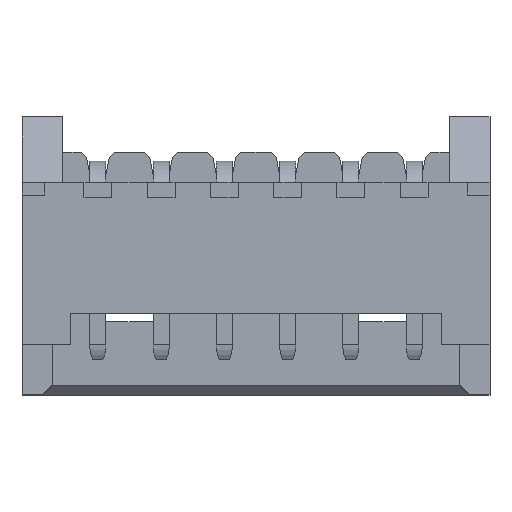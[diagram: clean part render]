
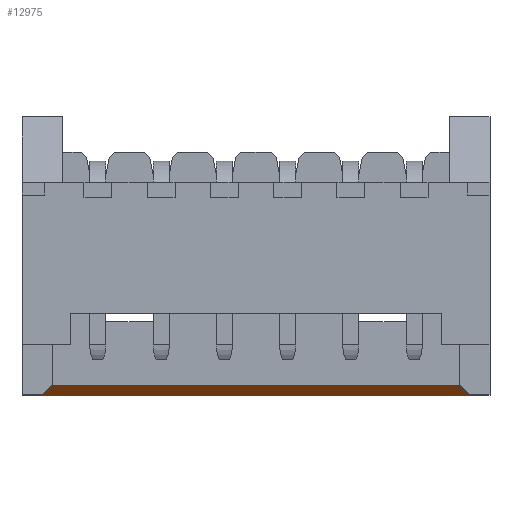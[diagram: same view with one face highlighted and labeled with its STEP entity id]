
A CAD part, top view. The second image highlights one B-rep face of the part: STEP entity #12975.
In plain terms, the highlighted planar face has unit normal (0, -0.707, 0.707).
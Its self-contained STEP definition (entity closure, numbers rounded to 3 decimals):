
#1936 = PLANE('',#1937);
#1937 = AXIS2_PLACEMENT_3D('',#1938,#1939,#1940);
#1938 = CARTESIAN_POINT('',(3.125,-4.45,1.8));
#1939 = DIRECTION('',(0.,-1.,0.));
#1940 = DIRECTION('',(-1.,0.,0.));
#5033 = VERTEX_POINT('',#5034);
#5034 = CARTESIAN_POINT('',(-1.1,-4.45,0.55));
#5048 = PLANE('',#5049);
#5049 = AXIS2_PLACEMENT_3D('',#5050,#5051,#5052);
#5050 = CARTESIAN_POINT('',(-1.1,-4.45,3.15));
#5051 = DIRECTION('',(0.707,-0.707,
    0.));
#5052 = DIRECTION('',(0.,0.,-1.));
#5060 = EDGE_CURVE('',#5033,#5061,#5063,.T.);
#5061 = VERTEX_POINT('',#5062);
#5062 = CARTESIAN_POINT('',(7.35,-4.45,0.55));
#5063 = SURFACE_CURVE('',#5064,(#5068,#5075),.PCURVE_S1.);
#5064 = LINE('',#5065,#5066);
#5065 = CARTESIAN_POINT('',(-1.1,-4.45,0.55));
#5066 = VECTOR('',#5067,1.);
#5067 = DIRECTION('',(1.,0.,0.));
#5068 = PCURVE('',#1936,#5069);
#5069 = DEFINITIONAL_REPRESENTATION('',(#5070),#5074);
#5070 = LINE('',#5071,#5072);
#5071 = CARTESIAN_POINT('',(4.225,1.25));
#5072 = VECTOR('',#5073,1.);
#5073 = DIRECTION('',(-1.,0.));
#5074 = ( GEOMETRIC_REPRESENTATION_CONTEXT(2) 
PARAMETRIC_REPRESENTATION_CONTEXT() REPRESENTATION_CONTEXT('2D SPACE',''
  ) );
#5075 = PCURVE('',#5076,#5081);
#5076 = PLANE('',#5077);
#5077 = AXIS2_PLACEMENT_3D('',#5078,#5079,#5080);
#5078 = CARTESIAN_POINT('',(-0.9,-4.45,0.55));
#5079 = DIRECTION('',(0.,-0.707,0.707));
#5080 = DIRECTION('',(1.,0.,0.));
#5081 = DEFINITIONAL_REPRESENTATION('',(#5082),#5086);
#5082 = LINE('',#5083,#5084);
#5083 = CARTESIAN_POINT('',(-0.2,0.));
#5084 = VECTOR('',#5085,1.);
#5085 = DIRECTION('',(1.,0.));
#5086 = ( GEOMETRIC_REPRESENTATION_CONTEXT(2) 
PARAMETRIC_REPRESENTATION_CONTEXT() REPRESENTATION_CONTEXT('2D SPACE',''
  ) );
#5102 = PLANE('',#5103);
#5103 = AXIS2_PLACEMENT_3D('',#5104,#5105,#5106);
#5104 = CARTESIAN_POINT('',(7.35,-4.45,0.75));
#5105 = DIRECTION('',(-0.707,-0.707,
    0.));
#5106 = DIRECTION('',(0.,0.,1.));
#8536 = PLANE('',#8537);
#8537 = AXIS2_PLACEMENT_3D('',#8538,#8539,#8540);
#8538 = CARTESIAN_POINT('',(-0.9,-4.45,0.75));
#8539 = DIRECTION('',(0.,0.,-1.));
#8540 = DIRECTION('',(1.,0.,0.));
#12932 = VERTEX_POINT('',#12933);
#12933 = CARTESIAN_POINT('',(-0.9,-4.25,0.75));
#12954 = EDGE_CURVE('',#5033,#12932,#12955,.T.);
#12955 = SURFACE_CURVE('',#12956,(#12960,#12967),.PCURVE_S1.);
#12956 = LINE('',#12957,#12958);
#12957 = CARTESIAN_POINT('',(-1.1,-4.45,0.55));
#12958 = VECTOR('',#12959,1.);
#12959 = DIRECTION('',(0.577,0.577,0.577));
#12960 = PCURVE('',#5048,#12961);
#12961 = DEFINITIONAL_REPRESENTATION('',(#12962),#12966);
#12962 = LINE('',#12963,#12964);
#12963 = CARTESIAN_POINT('',(2.6,0.));
#12964 = VECTOR('',#12965,1.);
#12965 = DIRECTION('',(-0.577,0.816));
#12966 = ( GEOMETRIC_REPRESENTATION_CONTEXT(2) 
PARAMETRIC_REPRESENTATION_CONTEXT() REPRESENTATION_CONTEXT('2D SPACE',''
  ) );
#12967 = PCURVE('',#5076,#12968);
#12968 = DEFINITIONAL_REPRESENTATION('',(#12969),#12973);
#12969 = LINE('',#12970,#12971);
#12970 = CARTESIAN_POINT('',(-0.2,0.));
#12971 = VECTOR('',#12972,1.);
#12972 = DIRECTION('',(0.577,0.816));
#12973 = ( GEOMETRIC_REPRESENTATION_CONTEXT(2) 
PARAMETRIC_REPRESENTATION_CONTEXT() REPRESENTATION_CONTEXT('2D SPACE',''
  ) );
#12975 = ADVANCED_FACE('',(#12976),#5076,.T.);
#12976 = FACE_BOUND('',#12977,.F.);
#12977 = EDGE_LOOP('',(#12978,#12979,#12980,#13003));
#12978 = ORIENTED_EDGE('',*,*,#5060,.F.);
#12979 = ORIENTED_EDGE('',*,*,#12954,.T.);
#12980 = ORIENTED_EDGE('',*,*,#12981,.T.);
#12981 = EDGE_CURVE('',#12932,#12982,#12984,.T.);
#12982 = VERTEX_POINT('',#12983);
#12983 = CARTESIAN_POINT('',(7.15,-4.25,0.75));
#12984 = SURFACE_CURVE('',#12985,(#12989,#12996),.PCURVE_S1.);
#12985 = LINE('',#12986,#12987);
#12986 = CARTESIAN_POINT('',(-0.9,-4.25,0.75));
#12987 = VECTOR('',#12988,1.);
#12988 = DIRECTION('',(1.,0.,0.));
#12989 = PCURVE('',#5076,#12990);
#12990 = DEFINITIONAL_REPRESENTATION('',(#12991),#12995);
#12991 = LINE('',#12992,#12993);
#12992 = CARTESIAN_POINT('',(0.,0.283));
#12993 = VECTOR('',#12994,1.);
#12994 = DIRECTION('',(1.,0.));
#12995 = ( GEOMETRIC_REPRESENTATION_CONTEXT(2) 
PARAMETRIC_REPRESENTATION_CONTEXT() REPRESENTATION_CONTEXT('2D SPACE',''
  ) );
#12996 = PCURVE('',#8536,#12997);
#12997 = DEFINITIONAL_REPRESENTATION('',(#12998),#13002);
#12998 = LINE('',#12999,#13000);
#12999 = CARTESIAN_POINT('',(0.,-0.2));
#13000 = VECTOR('',#13001,1.);
#13001 = DIRECTION('',(1.,0.));
#13002 = ( GEOMETRIC_REPRESENTATION_CONTEXT(2) 
PARAMETRIC_REPRESENTATION_CONTEXT() REPRESENTATION_CONTEXT('2D SPACE',''
  ) );
#13003 = ORIENTED_EDGE('',*,*,#13004,.F.);
#13004 = EDGE_CURVE('',#5061,#12982,#13005,.T.);
#13005 = SURFACE_CURVE('',#13006,(#13010,#13017),.PCURVE_S1.);
#13006 = LINE('',#13007,#13008);
#13007 = CARTESIAN_POINT('',(7.35,-4.45,0.55));
#13008 = VECTOR('',#13009,1.);
#13009 = DIRECTION('',(-0.577,0.577,0.577));
#13010 = PCURVE('',#5076,#13011);
#13011 = DEFINITIONAL_REPRESENTATION('',(#13012),#13016);
#13012 = LINE('',#13013,#13014);
#13013 = CARTESIAN_POINT('',(8.25,0.));
#13014 = VECTOR('',#13015,1.);
#13015 = DIRECTION('',(-0.577,0.816));
#13016 = ( GEOMETRIC_REPRESENTATION_CONTEXT(2) 
PARAMETRIC_REPRESENTATION_CONTEXT() REPRESENTATION_CONTEXT('2D SPACE',''
  ) );
#13017 = PCURVE('',#5102,#13018);
#13018 = DEFINITIONAL_REPRESENTATION('',(#13019),#13023);
#13019 = LINE('',#13020,#13021);
#13020 = CARTESIAN_POINT('',(-0.2,0.));
#13021 = VECTOR('',#13022,1.);
#13022 = DIRECTION('',(0.577,0.816));
#13023 = ( GEOMETRIC_REPRESENTATION_CONTEXT(2) 
PARAMETRIC_REPRESENTATION_CONTEXT() REPRESENTATION_CONTEXT('2D SPACE',''
  ) );
